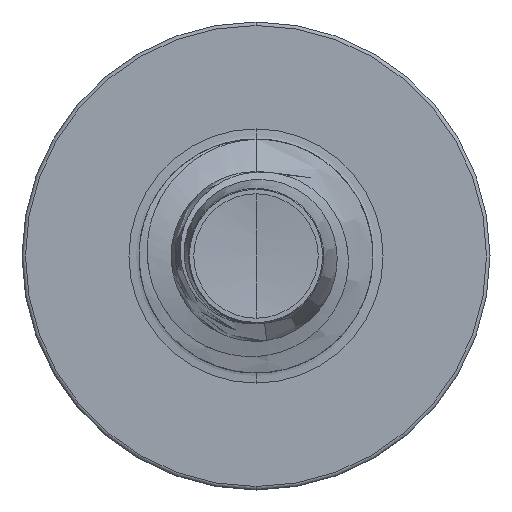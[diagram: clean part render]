
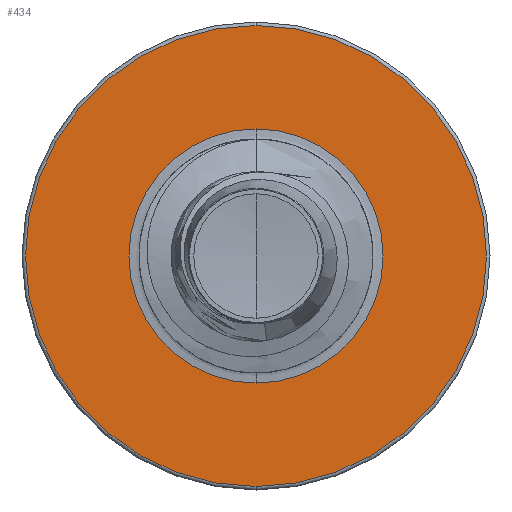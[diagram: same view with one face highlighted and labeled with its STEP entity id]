
A CAD part, front view. The second image highlights one B-rep face of the part: STEP entity #434.
In plain terms, the highlighted planar face has unit normal (0, -1, 0).
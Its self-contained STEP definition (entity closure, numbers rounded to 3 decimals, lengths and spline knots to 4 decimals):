
#434 = ADVANCED_FACE ( 'NONE', ( #23149, #18570 ), #508, .F. ) ;
#508 = PLANE ( 'NONE',  #26173 ) ;
#516 = CIRCLE ( 'NONE', #25636, 1.086 ) ;
#2009 = DIRECTION ( 'NONE',  ( 0., 0., 1. ) ) ;
#2050 = DIRECTION ( 'NONE',  ( 0., 1., 0. ) ) ;
#2055 = CARTESIAN_POINT ( 'NONE',  ( 0., 10., 0. ) ) ;
#2476 = DIRECTION ( 'NONE',  ( 0., 0., 1. ) ) ;
#2519 = DIRECTION ( 'NONE',  ( 0., 1., 0. ) ) ;
#2549 = CARTESIAN_POINT ( 'NONE',  ( 0., 10., 0. ) ) ;
#3480 = CARTESIAN_POINT ( 'NONE',  ( 0., 10., 1.086 ) ) ;
#4162 = CIRCLE ( 'NONE', #25414, 1.97 ) ;
#4273 = DIRECTION ( 'NONE',  ( 0., 1., 0. ) ) ;
#4468 = DIRECTION ( 'NONE',  ( 0., 0., 1. ) ) ;
#4510 = DIRECTION ( 'NONE',  ( 0., 1., 0. ) ) ;
#4516 = CARTESIAN_POINT ( 'NONE',  ( 0., 10., 0. ) ) ;
#5438 = CARTESIAN_POINT ( 'NONE',  ( 0., 10., 0. ) ) ;
#6190 = DIRECTION ( 'NONE',  ( 0., 0., 1. ) ) ;
#7861 = DIRECTION ( 'NONE',  ( 0., 0., 1. ) ) ;
#8932 = VERTEX_POINT ( 'NONE', #3480 ) ;
#9251 = CARTESIAN_POINT ( 'NONE',  ( 0., 10., -1.086 ) ) ;
#10884 = EDGE_CURVE ( 'NONE', #8932, #16866, #20216, .T. ) ;
#10965 = EDGE_CURVE ( 'NONE', #18012, #17129, #4162, .T. ) ;
#11133 = ORIENTED_EDGE ( 'NONE', *, *, #10965, .F. ) ;
#11876 = EDGE_CURVE ( 'NONE', #17129, #18012, #25935, .T. ) ;
#12905 = EDGE_CURVE ( 'NONE', #16866, #8932, #516, .T. ) ;
#12922 = ORIENTED_EDGE ( 'NONE', *, *, #10884, .T. ) ;
#15535 = EDGE_LOOP ( 'NONE', ( #12922, #20315 ) ) ;
#16866 = VERTEX_POINT ( 'NONE', #9251 ) ;
#17129 = VERTEX_POINT ( 'NONE', #24339 ) ;
#18012 = VERTEX_POINT ( 'NONE', #22006 ) ;
#18570 = FACE_BOUND ( 'NONE', #15535, .T. ) ;
#20216 = CIRCLE ( 'NONE', #23533, 1.086 ) ;
#20292 = ORIENTED_EDGE ( 'NONE', *, *, #11876, .F. ) ;
#20315 = ORIENTED_EDGE ( 'NONE', *, *, #12905, .T. ) ;
#20468 = DIRECTION ( 'NONE',  ( 0., 1., 0. ) ) ;
#20629 = EDGE_LOOP ( 'NONE', ( #20292, #11133 ) ) ;
#22006 = CARTESIAN_POINT ( 'NONE',  ( 0., 10., -1.97 ) ) ;
#22012 = AXIS2_PLACEMENT_3D ( 'NONE', #4516, #4510, #4468 ) ;
#23149 = FACE_OUTER_BOUND ( 'NONE', #20629, .T. ) ;
#23533 = AXIS2_PLACEMENT_3D ( 'NONE', #2549, #2519, #2476 ) ;
#24075 = CARTESIAN_POINT ( 'NONE',  ( 0., 10., -1.086 ) ) ;
#24339 = CARTESIAN_POINT ( 'NONE',  ( 0., 10., 1.97 ) ) ;
#25414 = AXIS2_PLACEMENT_3D ( 'NONE', #2055, #2050, #2009 ) ;
#25636 = AXIS2_PLACEMENT_3D ( 'NONE', #5438, #20468, #7861 ) ;
#25935 = CIRCLE ( 'NONE', #22012, 1.97 ) ;
#26173 = AXIS2_PLACEMENT_3D ( 'NONE', #24075, #4273, #6190 ) ;
